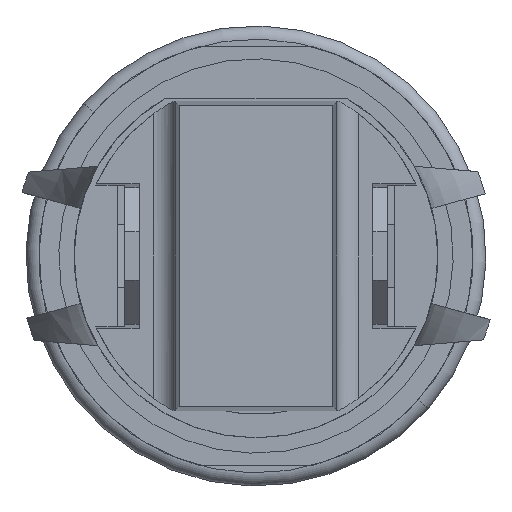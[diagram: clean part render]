
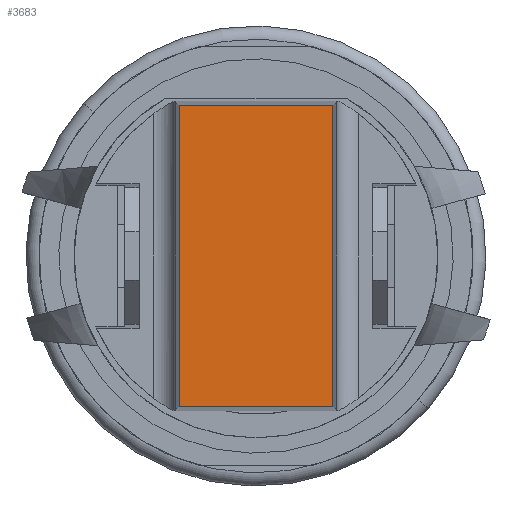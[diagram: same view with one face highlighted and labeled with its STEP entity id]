
A CAD part, front view. The second image highlights one B-rep face of the part: STEP entity #3683.
In plain terms, the highlighted planar face has unit normal (0, -1, 0).
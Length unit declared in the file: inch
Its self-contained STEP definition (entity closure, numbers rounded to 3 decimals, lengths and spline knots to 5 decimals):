
#415 = VECTOR ( 'NONE', #4443, 39.37008 ) ;
#850 = DIRECTION ( 'NONE',  ( 0., 0., -1. ) ) ;
#1005 = VERTEX_POINT ( 'NONE', #12026 ) ;
#1302 = VECTOR ( 'NONE', #20139, 39.37008 ) ;
#1777 = DIRECTION ( 'NONE',  ( 0., 0., 1. ) ) ;
#2908 = CARTESIAN_POINT ( 'NONE',  ( 0.212, -0.337, 0.10512 ) ) ;
#3682 = ORIENTED_EDGE ( 'NONE', *, *, #19633, .T. ) ;
#3683 = ADVANCED_FACE ( 'NONE', ( #20246 ), #18848, .F. ) ;
#4443 = DIRECTION ( 'NONE',  ( 0., 0., -1. ) ) ;
#4616 = CARTESIAN_POINT ( 'NONE',  ( -0.20612, -0.337, 0.111 ) ) ;
#4706 = VECTOR ( 'NONE', #24647, 39.37008 ) ;
#7172 = ORIENTED_EDGE ( 'NONE', *, *, #19543, .T. ) ;
#7620 = CARTESIAN_POINT ( 'NONE',  ( -0.20612, -0.337, -0.10512 ) ) ;
#8331 = EDGE_CURVE ( 'NONE', #20516, #12025, #19381, .T. ) ;
#11583 = EDGE_CURVE ( 'NONE', #12025, #15639, #14798, .T. ) ;
#12025 = VERTEX_POINT ( 'NONE', #24127 ) ;
#12026 = CARTESIAN_POINT ( 'NONE',  ( -0.20612, -0.337, 0.10512 ) ) ;
#13219 = DIRECTION ( 'NONE',  ( 0., 1., 0. ) ) ;
#13631 = CARTESIAN_POINT ( 'NONE',  ( 0.20612, -0.337, 0.10512 ) ) ;
#14025 = CARTESIAN_POINT ( 'NONE',  ( 0.20612, -0.337, 0.111 ) ) ;
#14496 = AXIS2_PLACEMENT_3D ( 'NONE', #24572, #13219, #1777 ) ;
#14798 = LINE ( 'NONE', #20815, #4706 ) ;
#15013 = LINE ( 'NONE', #4616, #415 ) ;
#15639 = VERTEX_POINT ( 'NONE', #7620 ) ;
#16389 = VECTOR ( 'NONE', #850, 39.37008 ) ;
#16483 = LINE ( 'NONE', #2908, #1302 ) ;
#16508 = EDGE_LOOP ( 'NONE', ( #7172, #23026, #18989, #3682 ) ) ;
#18848 = PLANE ( 'NONE',  #14496 ) ;
#18989 = ORIENTED_EDGE ( 'NONE', *, *, #8331, .F. ) ;
#19381 = LINE ( 'NONE', #14025, #16389 ) ;
#19543 = EDGE_CURVE ( 'NONE', #1005, #15639, #15013, .T. ) ;
#19633 = EDGE_CURVE ( 'NONE', #20516, #1005, #16483, .T. ) ;
#20139 = DIRECTION ( 'NONE',  ( -1., 0., 0. ) ) ;
#20246 = FACE_OUTER_BOUND ( 'NONE', #16508, .T. ) ;
#20516 = VERTEX_POINT ( 'NONE', #13631 ) ;
#20815 = CARTESIAN_POINT ( 'NONE',  ( 0.212, -0.337, -0.10512 ) ) ;
#23026 = ORIENTED_EDGE ( 'NONE', *, *, #11583, .F. ) ;
#24127 = CARTESIAN_POINT ( 'NONE',  ( 0.20612, -0.337, -0.10512 ) ) ;
#24572 = CARTESIAN_POINT ( 'NONE',  ( 0.212, -0.337, 0.111 ) ) ;
#24647 = DIRECTION ( 'NONE',  ( -1., 0., 0. ) ) ;
